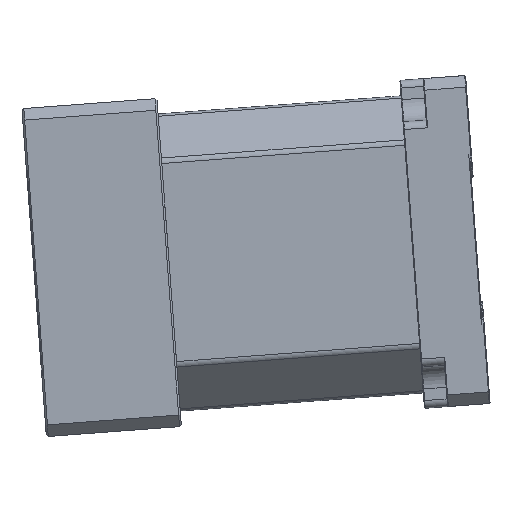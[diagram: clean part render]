
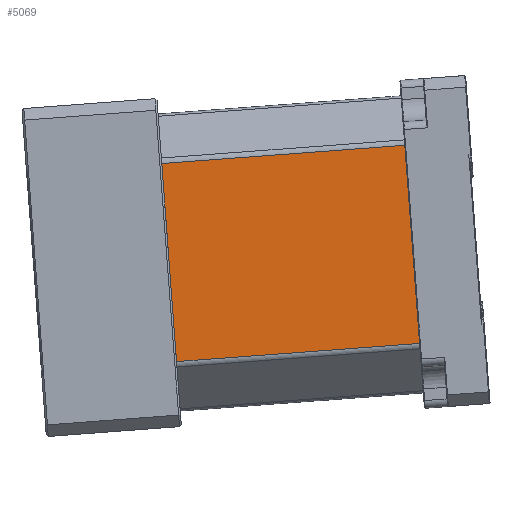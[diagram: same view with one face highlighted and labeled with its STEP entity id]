
A CAD part, left-side view. The second image highlights one B-rep face of the part: STEP entity #5069.
In plain terms, the highlighted planar face has unit normal (-1, 0, 0).
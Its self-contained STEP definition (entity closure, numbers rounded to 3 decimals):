
#60 = ORIENTED_EDGE ( 'NONE', *, *, #10077, .T. ) ;
#1128 = VERTEX_POINT ( 'NONE', #33274 ) ;
#1535 = EDGE_LOOP ( 'NONE', ( #60, #64258, #61066, #15574 ) ) ;
#1790 = EDGE_CURVE ( 'NONE', #56508, #8080, #69416, .T. ) ;
#3030 = CARTESIAN_POINT ( 'NONE',  ( 63.615, 61.583, -48.69 ) ) ;
#5069 = ADVANCED_FACE ( 'NONE', ( #8940 ), #41209, .F. ) ;
#5212 = DIRECTION ( 'NONE',  ( 0., 0.997, -0.075 ) ) ;
#6236 = CARTESIAN_POINT ( 'NONE',  ( 63.615, 61.321, -49.501 ) ) ;
#6659 = AXIS2_PLACEMENT_3D ( 'NONE', #69599, #30812, #24390 ) ;
#7401 = VECTOR ( 'NONE', #44582, 1000. ) ;
#8080 = VERTEX_POINT ( 'NONE', #40371 ) ;
#8940 = FACE_OUTER_BOUND ( 'NONE', #1535, .T. ) ;
#10077 = EDGE_CURVE ( 'NONE', #1128, #56538, #32481, .T. ) ;
#13473 = EDGE_CURVE ( 'NONE', #56538, #56508, #16977, .T. ) ;
#15574 = ORIENTED_EDGE ( 'NONE', *, *, #28208, .T. ) ;
#16977 = LINE ( 'NONE', #6236, #26485 ) ;
#22732 = CARTESIAN_POINT ( 'NONE',  ( 63.615, -23.14, 9.134 ) ) ;
#23432 = DIRECTION ( 'NONE',  ( 0., -0.075, -0.997 ) ) ;
#24390 = DIRECTION ( 'NONE',  ( 0., 1., 0. ) ) ;
#26485 = VECTOR ( 'NONE', #23432, 1000. ) ;
#28208 = EDGE_CURVE ( 'NONE', #8080, #1128, #34217, .T. ) ;
#30812 = DIRECTION ( 'NONE',  ( 1., 0., 0. ) ) ;
#31704 = DIRECTION ( 'NONE',  ( 0., -0.997, 0.075 ) ) ;
#32465 = VECTOR ( 'NONE', #5212, 1000. ) ;
#32481 = LINE ( 'NONE', #38209, #32465 ) ;
#32738 = CARTESIAN_POINT ( 'NONE',  ( 63.615, 61.383, -48.675 ) ) ;
#33274 = CARTESIAN_POINT ( 'NONE',  ( 63.615, -23.14, 9.134 ) ) ;
#33817 = CARTESIAN_POINT ( 'NONE',  ( 63.615, 65.213, 2.525 ) ) ;
#34217 = LINE ( 'NONE', #22732, #7401 ) ;
#38209 = CARTESIAN_POINT ( 'NONE',  ( 63.615, 65.412, 2.511 ) ) ;
#40371 = CARTESIAN_POINT ( 'NONE',  ( 63.615, -26.97, -42.066 ) ) ;
#41209 = PLANE ( 'NONE',  #6659 ) ;
#44582 = DIRECTION ( 'NONE',  ( 0., 0.075, 0.997 ) ) ;
#51234 = VECTOR ( 'NONE', #31704, 1000. ) ;
#56508 = VERTEX_POINT ( 'NONE', #32738 ) ;
#56538 = VERTEX_POINT ( 'NONE', #33817 ) ;
#61066 = ORIENTED_EDGE ( 'NONE', *, *, #1790, .T. ) ;
#64258 = ORIENTED_EDGE ( 'NONE', *, *, #13473, .T. ) ;
#69416 = LINE ( 'NONE', #3030, #51234 ) ;
#69599 = CARTESIAN_POINT ( 'NONE',  ( 63.615, 61.521, -49.516 ) ) ;
